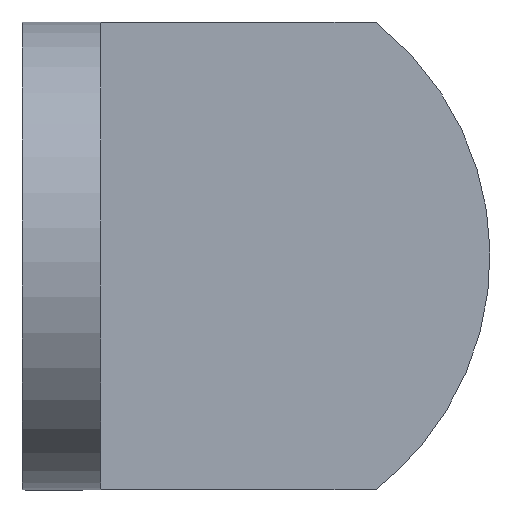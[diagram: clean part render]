
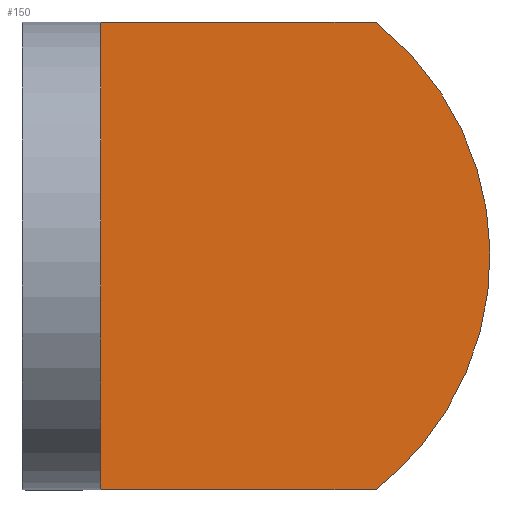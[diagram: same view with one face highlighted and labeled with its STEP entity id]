
A CAD part, left-side view. The second image highlights one B-rep face of the part: STEP entity #150.
In plain terms, the highlighted free-form (B-spline) face has degree [1, 1] with [2, 2] control points.
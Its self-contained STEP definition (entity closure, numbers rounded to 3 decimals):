
#105=CARTESIAN_POINT('',(20.6,-19.789,-10.449));
#106=CARTESIAN_POINT('',(20.6,-2.411,-10.449));
#107=CARTESIAN_POINT('',(20.6,-19.789,10.449));
#108=CARTESIAN_POINT('',(20.6,-2.411,10.449));
#109=B_SPLINE_SURFACE_WITH_KNOTS('',1,1,((#105,#107),(#106,#108)),.UNSPECIFIED.,.F.,.F.,.U.,(2,2),(2,2),(0.0,17.378),(0.0,20.898),.UNSPECIFIED.);
#110=CARTESIAN_POINT('',(20.6,-3.2,-9.5));
#111=VERTEX_POINT('',#110);
#112=CARTESIAN_POINT('',(20.6,-3.2,9.5));
#113=VERTEX_POINT('',#112);
#114=CARTESIAN_POINT('',(20.6,-3.2,-9.5));
#115=CARTESIAN_POINT('',(20.6,-3.2,9.5));
#116=QUASI_UNIFORM_CURVE('',1,(#114,#115),.UNSPECIFIED.,.F.,.U.);
#117=EDGE_CURVE('',#111,#113,#116,.T.);
#118=ORIENTED_EDGE('',*,*,#117,.F.);
#119=CARTESIAN_POINT('',(20.6,-14.331,-9.5));
#120=VERTEX_POINT('',#119);
#121=CARTESIAN_POINT('',(20.6,-14.331,-9.5));
#122=CARTESIAN_POINT('',(20.6,-3.2,-9.5));
#123=QUASI_UNIFORM_CURVE('',1,(#121,#122),.UNSPECIFIED.,.F.,.U.);
#124=EDGE_CURVE('',#120,#111,#123,.T.);
#125=ORIENTED_EDGE('',*,*,#124,.F.);
#126=CARTESIAN_POINT('',(20.6,-14.331,9.5));
#127=VERTEX_POINT('',#126);
#128=CARTESIAN_POINT('',(20.6,-14.331,9.5));
#129=CARTESIAN_POINT('',(20.6,-19.0,5.897));
#130=CARTESIAN_POINT('',(20.6,-19.0,0.));
#131=CARTESIAN_POINT('',(20.6,-19.0,-5.897));
#132=CARTESIAN_POINT('',(20.6,-14.331,-9.5));
#140=(BOUNDED_CURVE()B_SPLINE_CURVE(2,(#128,#129,#130,#131,#132),.UNSPECIFIED.,.F.,.U.)B_SPLINE_CURVE_WITH_KNOTS((3,2,3),(0.0,0.5,1.0),.UNSPECIFIED.)CURVE()GEOMETRIC_REPRESENTATION_ITEM()RATIONAL_B_SPLINE_CURVE((1.0,0.897,1.0,0.897,1.0))REPRESENTATION_ITEM(''));
#141=EDGE_CURVE('',#127,#120,#140,.T.);
#142=ORIENTED_EDGE('',*,*,#141,.F.);
#143=CARTESIAN_POINT('',(20.6,-3.2,9.5));
#144=CARTESIAN_POINT('',(20.6,-14.331,9.5));
#145=QUASI_UNIFORM_CURVE('',1,(#143,#144),.UNSPECIFIED.,.F.,.U.);
#146=EDGE_CURVE('',#113,#127,#145,.T.);
#147=ORIENTED_EDGE('',*,*,#146,.F.);
#148=EDGE_LOOP('',(#118,#125,#142,#147));
#149=FACE_OUTER_BOUND('',#148,.T.);
#150=ADVANCED_FACE('',(#149),#109,.F.);
